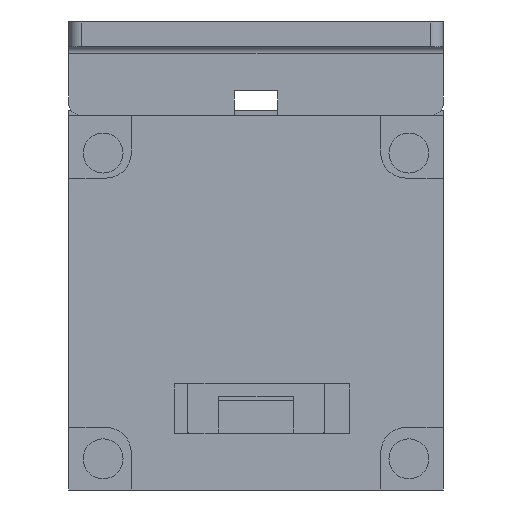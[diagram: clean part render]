
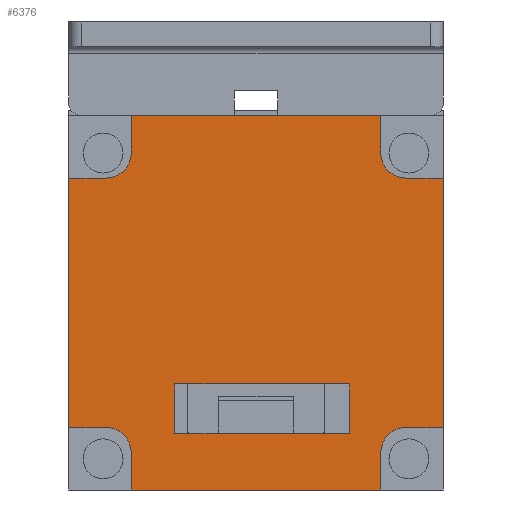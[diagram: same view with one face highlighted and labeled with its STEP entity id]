
A CAD part, left-side view. The second image highlights one B-rep face of the part: STEP entity #6376.
In plain terms, the highlighted planar face has unit normal (-1, 0, 0).
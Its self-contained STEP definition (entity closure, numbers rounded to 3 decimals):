
#63=FACE_BOUND($,#957,.T.);
#257=PLANE($,#6810);
#582=FACE_OUTER_BOUND($,#956,.T.);
#956=EDGE_LOOP($,(#5472,#5473,#5474,#5475,#5476,#5477,#5478,#5479,#5480,
#5481,#5482,#5483,#5484,#5485,#5486,#5487));
#957=EDGE_LOOP($,(#5488,#5489,#5490,#5491));
#1429=LINE($,#9514,#2224);
#1439=LINE($,#9536,#2234);
#1465=LINE($,#9584,#2260);
#1469=LINE($,#9591,#2264);
#1517=LINE($,#9723,#2312);
#1530=LINE($,#9749,#2325);
#1541=LINE($,#9769,#2336);
#1553=LINE($,#9792,#2348);
#1584=LINE($,#9869,#2379);
#1588=LINE($,#9879,#2383);
#1590=LINE($,#9885,#2385);
#1594=LINE($,#9895,#2389);
#1596=LINE($,#9901,#2391);
#1600=LINE($,#9911,#2395);
#1602=LINE($,#9917,#2397);
#1606=LINE($,#9927,#2401);
#2224=VECTOR($,#7713,14.);
#2234=VECTOR($,#7727,14.);
#2260=VECTOR($,#7767,4.);
#2264=VECTOR($,#7775,4.);
#2312=VECTOR($,#7897,20.);
#2325=VECTOR($,#7912,20.);
#2336=VECTOR($,#7925,20.);
#2348=VECTOR($,#7939,20.);
#2379=VECTOR($,#8020,3.);
#2383=VECTOR($,#8032,3.);
#2385=VECTOR($,#8038,3.);
#2389=VECTOR($,#8050,3.);
#2391=VECTOR($,#8056,3.);
#2395=VECTOR($,#8068,3.);
#2397=VECTOR($,#8074,3.);
#2401=VECTOR($,#8086,3.);
#2756=CIRCLE($,#6789,2.);
#2758=CIRCLE($,#6795,2.);
#2760=CIRCLE($,#6801,2.);
#2762=CIRCLE($,#6807,2.);
#3054=VERTEX_POINT($,#9511);
#3055=VERTEX_POINT($,#9513);
#3064=VERTEX_POINT($,#9533);
#3065=VERTEX_POINT($,#9535);
#3127=VERTEX_POINT($,#9720);
#3128=VERTEX_POINT($,#9722);
#3139=VERTEX_POINT($,#9746);
#3140=VERTEX_POINT($,#9748);
#3147=VERTEX_POINT($,#9766);
#3148=VERTEX_POINT($,#9768);
#3157=VERTEX_POINT($,#9789);
#3158=VERTEX_POINT($,#9791);
#3179=VERTEX_POINT($,#9868);
#3181=VERTEX_POINT($,#9874);
#3183=VERTEX_POINT($,#9884);
#3185=VERTEX_POINT($,#9890);
#3187=VERTEX_POINT($,#9900);
#3189=VERTEX_POINT($,#9906);
#3191=VERTEX_POINT($,#9916);
#3193=VERTEX_POINT($,#9922);
#3798=EDGE_CURVE($,#3055,#3054,#1429,.T.);
#3808=EDGE_CURVE($,#3065,#3064,#1439,.T.);
#3834=EDGE_CURVE($,#3054,#3065,#1465,.T.);
#3838=EDGE_CURVE($,#3064,#3055,#1469,.T.);
#3898=EDGE_CURVE($,#3127,#3128,#1517,.T.);
#3911=EDGE_CURVE($,#3139,#3140,#1530,.T.);
#3922=EDGE_CURVE($,#3147,#3148,#1541,.T.);
#3934=EDGE_CURVE($,#3157,#3158,#1553,.T.);
#3973=EDGE_CURVE($,#3179,#3128,#1584,.T.);
#3976=EDGE_CURVE($,#3181,#3179,#2756,.T.);
#3979=EDGE_CURVE($,#3147,#3181,#1588,.T.);
#3981=EDGE_CURVE($,#3183,#3158,#1590,.T.);
#3984=EDGE_CURVE($,#3185,#3183,#2758,.T.);
#3987=EDGE_CURVE($,#3139,#3185,#1594,.T.);
#3989=EDGE_CURVE($,#3187,#3148,#1596,.T.);
#3992=EDGE_CURVE($,#3189,#3187,#2760,.T.);
#3995=EDGE_CURVE($,#3157,#3189,#1600,.T.);
#3997=EDGE_CURVE($,#3191,#3140,#1602,.T.);
#4000=EDGE_CURVE($,#3193,#3191,#2762,.T.);
#4003=EDGE_CURVE($,#3127,#3193,#1606,.T.);
#5472=ORIENTED_EDGE($,*,*,#3979,.T.);
#5473=ORIENTED_EDGE($,*,*,#3976,.T.);
#5474=ORIENTED_EDGE($,*,*,#3973,.T.);
#5475=ORIENTED_EDGE($,*,*,#3898,.F.);
#5476=ORIENTED_EDGE($,*,*,#4003,.T.);
#5477=ORIENTED_EDGE($,*,*,#4000,.T.);
#5478=ORIENTED_EDGE($,*,*,#3997,.T.);
#5479=ORIENTED_EDGE($,*,*,#3911,.F.);
#5480=ORIENTED_EDGE($,*,*,#3987,.T.);
#5481=ORIENTED_EDGE($,*,*,#3984,.T.);
#5482=ORIENTED_EDGE($,*,*,#3981,.T.);
#5483=ORIENTED_EDGE($,*,*,#3934,.F.);
#5484=ORIENTED_EDGE($,*,*,#3995,.T.);
#5485=ORIENTED_EDGE($,*,*,#3992,.T.);
#5486=ORIENTED_EDGE($,*,*,#3989,.T.);
#5487=ORIENTED_EDGE($,*,*,#3922,.F.);
#5488=ORIENTED_EDGE($,*,*,#3838,.T.);
#5489=ORIENTED_EDGE($,*,*,#3798,.T.);
#5490=ORIENTED_EDGE($,*,*,#3834,.T.);
#5491=ORIENTED_EDGE($,*,*,#3808,.T.);
#6376=ADVANCED_FACE($,(#582,#63),#257,.T.);
#6789=AXIS2_PLACEMENT_3D($,#9875,#8026,#8027);
#6795=AXIS2_PLACEMENT_3D($,#9891,#8044,#8045);
#6801=AXIS2_PLACEMENT_3D($,#9907,#8062,#8063);
#6807=AXIS2_PLACEMENT_3D($,#9923,#8080,#8081);
#6810=AXIS2_PLACEMENT_3D($,#9929,#8089,#8090);
#7713=DIRECTION($,(0.,1.,0.));
#7727=DIRECTION($,(0.,-1.,0.));
#7767=DIRECTION($,(0.,0.,1.));
#7775=DIRECTION($,(0.,0.,-1.));
#7897=DIRECTION($,(0.,1.,0.));
#7912=DIRECTION($,(0.,0.,-1.));
#7925=DIRECTION($,(0.,0.,1.));
#7939=DIRECTION($,(0.,-1.,0.));
#8020=DIRECTION($,(0.,0.,-1.));
#8026=DIRECTION('center_axis',(1.,0.,0.));
#8027=DIRECTION('ref_axis',(0.,-1.,0.));
#8032=DIRECTION($,(0.,-1.,0.));
#8038=DIRECTION($,(0.,0.,1.));
#8044=DIRECTION('center_axis',(1.,0.,0.));
#8045=DIRECTION('ref_axis',(0.,1.,0.));
#8050=DIRECTION($,(0.,1.,0.));
#8056=DIRECTION($,(0.,1.,0.));
#8062=DIRECTION('center_axis',(1.,0.,0.));
#8063=DIRECTION('ref_axis',(0.,0.,-1.));
#8068=DIRECTION($,(0.,0.,-1.));
#8074=DIRECTION($,(0.,-1.,0.));
#8080=DIRECTION('center_axis',(1.,0.,0.));
#8081=DIRECTION('ref_axis',(0.,0.,1.));
#8086=DIRECTION($,(0.,0.,1.));
#8089=DIRECTION('center_axis',(-1.,0.,0.));
#8090=DIRECTION('ref_axis',(0.,1.,0.));
#9511=CARTESIAN_POINT('',(-95.8,21.5,4.5));
#9513=CARTESIAN_POINT('',(-95.8,7.5,4.5));
#9514=CARTESIAN_POINT($,(-95.8,7.5,4.5));
#9533=CARTESIAN_POINT('',(-95.8,7.5,8.5));
#9535=CARTESIAN_POINT('',(-95.8,21.5,8.5));
#9536=CARTESIAN_POINT($,(-95.8,21.5,8.5));
#9584=CARTESIAN_POINT($,(-95.8,21.5,4.5));
#9591=CARTESIAN_POINT($,(-95.8,7.5,8.5));
#9720=CARTESIAN_POINT('',(-95.8,5.,0.));
#9722=CARTESIAN_POINT('',(-95.8,25.,0.));
#9723=CARTESIAN_POINT($,(-95.8,5.,0.));
#9746=CARTESIAN_POINT('',(-95.8,0.,25.));
#9748=CARTESIAN_POINT('',(-95.8,0.,5.));
#9749=CARTESIAN_POINT($,(-95.8,0.,25.));
#9766=CARTESIAN_POINT('',(-95.8,30.,5.));
#9768=CARTESIAN_POINT('',(-95.8,30.,25.));
#9769=CARTESIAN_POINT($,(-95.8,30.,5.));
#9789=CARTESIAN_POINT('',(-95.8,25.,30.));
#9791=CARTESIAN_POINT('',(-95.8,5.,30.));
#9792=CARTESIAN_POINT($,(-95.8,25.,30.));
#9868=CARTESIAN_POINT('',(-95.8,25.,3.));
#9869=CARTESIAN_POINT($,(-95.8,25.,3.));
#9874=CARTESIAN_POINT('',(-95.8,27.,5.));
#9875=CARTESIAN_POINT('Origin',(-95.8,27.,3.));
#9879=CARTESIAN_POINT($,(-95.8,30.,5.));
#9884=CARTESIAN_POINT('',(-95.8,5.,27.));
#9885=CARTESIAN_POINT($,(-95.8,5.,27.));
#9890=CARTESIAN_POINT('',(-95.8,3.,25.));
#9891=CARTESIAN_POINT('Origin',(-95.8,3.,27.));
#9895=CARTESIAN_POINT($,(-95.8,0.,25.));
#9900=CARTESIAN_POINT('',(-95.8,27.,25.));
#9901=CARTESIAN_POINT($,(-95.8,27.,25.));
#9906=CARTESIAN_POINT('',(-95.8,25.,27.));
#9907=CARTESIAN_POINT('Origin',(-95.8,27.,27.));
#9911=CARTESIAN_POINT($,(-95.8,25.,30.));
#9916=CARTESIAN_POINT('',(-95.8,3.,5.));
#9917=CARTESIAN_POINT($,(-95.8,3.,5.));
#9922=CARTESIAN_POINT('',(-95.8,5.,3.));
#9923=CARTESIAN_POINT('Origin',(-95.8,3.,3.));
#9927=CARTESIAN_POINT($,(-95.8,5.,0.));
#9929=CARTESIAN_POINT('Origin',(-95.8,15.,15.));
